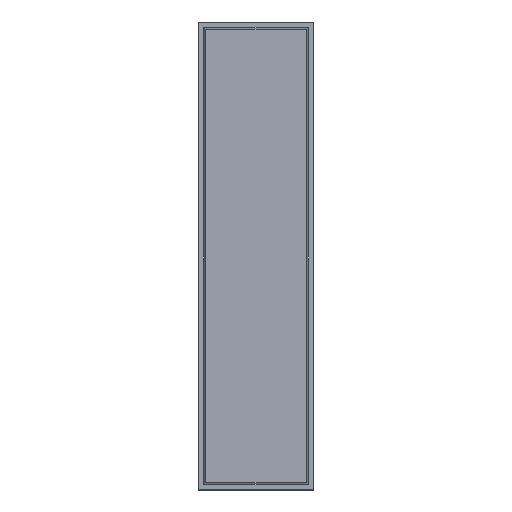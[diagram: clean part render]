
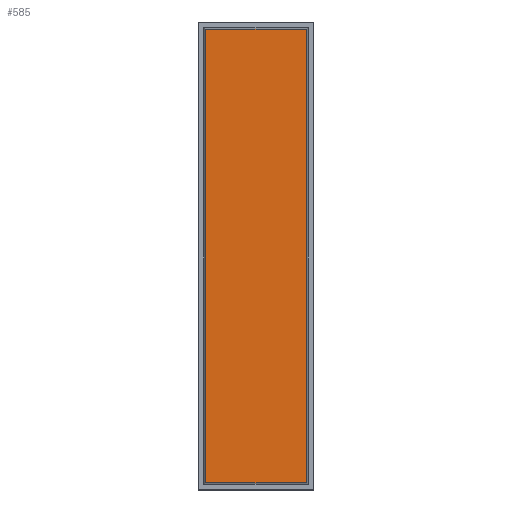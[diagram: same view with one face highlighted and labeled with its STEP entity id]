
A CAD part, top view. The second image highlights one B-rep face of the part: STEP entity #585.
In plain terms, the highlighted planar face has unit normal (0, 0, 1).
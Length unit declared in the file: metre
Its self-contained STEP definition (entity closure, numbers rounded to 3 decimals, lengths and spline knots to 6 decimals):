
#6 = LINE ( 'NONE', #259, #172 ) ;
#49 = ORIENTED_EDGE ( 'NONE', *, *, #155, .F. ) ;
#51 = EDGE_CURVE ( 'NONE', #136, #344, #378, .T. ) ;
#74 = CARTESIAN_POINT ( 'NONE',  ( 0.1288, 0.5788, 0.0256 ) ) ;
#113 = FACE_OUTER_BOUND ( 'NONE', #562, .T. ) ;
#128 = DIRECTION ( 'NONE',  ( 1., 0., 0. ) ) ;
#136 = VERTEX_POINT ( 'NONE', #74 ) ;
#155 = EDGE_CURVE ( 'NONE', #384, #136, #374, .T. ) ;
#172 = VECTOR ( 'NONE', #359, 1. ) ;
#176 = EDGE_CURVE ( 'NONE', #616, #384, #229, .T. ) ;
#199 = ORIENTED_EDGE ( 'NONE', *, *, #176, .F. ) ;
#200 = CARTESIAN_POINT ( 'NONE',  ( -0.1288, 0.5788, 0.0256 ) ) ;
#209 = PLANE ( 'NONE',  #307 ) ;
#229 = LINE ( 'NONE', #377, #510 ) ;
#259 = CARTESIAN_POINT ( 'NONE',  ( -0.1288, -0.5788, 0.0256 ) ) ;
#262 = VECTOR ( 'NONE', #623, 1. ) ;
#307 = AXIS2_PLACEMENT_3D ( 'NONE', #556, #355, #613 ) ;
#331 = DIRECTION ( 'NONE',  ( 0., 1., 0. ) ) ;
#344 = VERTEX_POINT ( 'NONE', #488 ) ;
#355 = DIRECTION ( 'NONE',  ( 0., 0., 1. ) ) ;
#359 = DIRECTION ( 'NONE',  ( -1., 0., 0. ) ) ;
#361 = VECTOR ( 'NONE', #128, 1. ) ;
#374 = LINE ( 'NONE', #575, #361 ) ;
#377 = CARTESIAN_POINT ( 'NONE',  ( -0.1288, 0.5788, 0.0256 ) ) ;
#378 = LINE ( 'NONE', #476, #262 ) ;
#384 = VERTEX_POINT ( 'NONE', #200 ) ;
#426 = ORIENTED_EDGE ( 'NONE', *, *, #51, .F. ) ;
#476 = CARTESIAN_POINT ( 'NONE',  ( 0.1288, -0.5788, 0.0256 ) ) ;
#488 = CARTESIAN_POINT ( 'NONE',  ( 0.1288, -0.5788, 0.0256 ) ) ;
#510 = VECTOR ( 'NONE', #331, 1. ) ;
#547 = ORIENTED_EDGE ( 'NONE', *, *, #628, .F. ) ;
#553 = CARTESIAN_POINT ( 'NONE',  ( -0.1288, -0.5788, 0.0256 ) ) ;
#556 = CARTESIAN_POINT ( 'NONE',  ( 0., 0., 0.0256 ) ) ;
#562 = EDGE_LOOP ( 'NONE', ( #426, #49, #199, #547 ) ) ;
#575 = CARTESIAN_POINT ( 'NONE',  ( 0.1288, 0.5788, 0.0256 ) ) ;
#585 = ADVANCED_FACE ( 'NONE', ( #113 ), #209, .T. ) ;
#613 = DIRECTION ( 'NONE',  ( 0., -1., 0. ) ) ;
#616 = VERTEX_POINT ( 'NONE', #553 ) ;
#623 = DIRECTION ( 'NONE',  ( 0., -1., 0. ) ) ;
#628 = EDGE_CURVE ( 'NONE', #344, #616, #6, .T. ) ;
